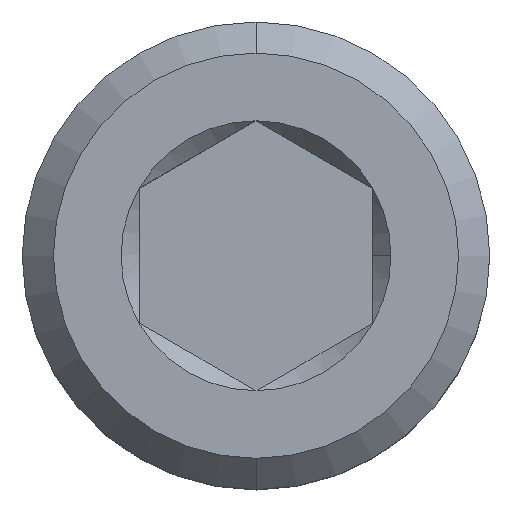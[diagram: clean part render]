
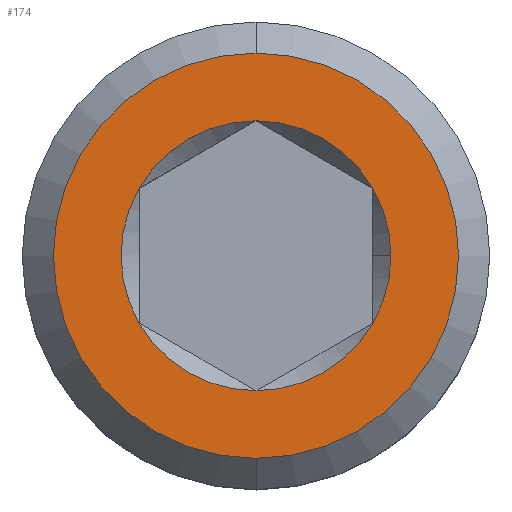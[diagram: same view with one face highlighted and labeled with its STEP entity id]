
A CAD part, top view. The second image highlights one B-rep face of the part: STEP entity #174.
In plain terms, the highlighted planar face has unit normal (0, 0, 1).
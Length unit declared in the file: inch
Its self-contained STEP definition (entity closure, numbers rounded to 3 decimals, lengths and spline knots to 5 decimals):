
#14 = DIRECTION ( 'NONE',  ( 0., 1., 0. ) ) ;
#29 = DIRECTION ( 'NONE',  ( 0., 0., 1. ) ) ;
#31 = ORIENTED_EDGE ( 'NONE', *, *, #507, .F. ) ;
#38 = DIRECTION ( 'NONE',  ( 0., 0., 1. ) ) ;
#40 = VERTEX_POINT ( 'NONE', #592 ) ;
#47 = AXIS2_PLACEMENT_3D ( 'NONE', #70, #320, #14 ) ;
#63 = AXIS2_PLACEMENT_3D ( 'NONE', #769, #824, #688 ) ;
#70 = CARTESIAN_POINT ( 'NONE',  ( 0., 0., 0.4375 ) ) ;
#81 = EDGE_CURVE ( 'NONE', #40, #410, #619, .T. ) ;
#85 = VERTEX_POINT ( 'NONE', #558 ) ;
#88 = EDGE_LOOP ( 'NONE', ( #593, #481, #771, #305, #564, #646, #559 ) ) ;
#93 = EDGE_CURVE ( 'NONE', #295, #226, #154, .T. ) ;
#94 = CARTESIAN_POINT ( 'NONE',  ( 0., 0.10825, 0.4375 ) ) ;
#95 = CARTESIAN_POINT ( 'NONE',  ( 0., 0., 0.4375 ) ) ;
#98 = AXIS2_PLACEMENT_3D ( 'NONE', #756, #630, #679 ) ;
#99 = CARTESIAN_POINT ( 'NONE',  ( 0., 0., 0.4375 ) ) ;
#107 = VERTEX_POINT ( 'NONE', #94 ) ;
#141 = CARTESIAN_POINT ( 'NONE',  ( 0.09375, 0.05413, 0.4375 ) ) ;
#154 = CIRCLE ( 'NONE', #664, 0.10825 ) ;
#166 = EDGE_CURVE ( 'NONE', #410, #85, #390, .T. ) ;
#167 = CARTESIAN_POINT ( 'NONE',  ( -0.09375, -0.05413, 0.4375 ) ) ;
#171 = AXIS2_PLACEMENT_3D ( 'NONE', #99, #38, #290 ) ;
#174 = ADVANCED_FACE ( 'NONE', ( #761, #485 ), #621, .T. ) ;
#223 = DIRECTION ( 'NONE',  ( 1., 0., 0. ) ) ;
#224 = EDGE_CURVE ( 'NONE', #510, #244, #511, .T. ) ;
#225 = DIRECTION ( 'NONE',  ( 0., 0., 1. ) ) ;
#226 = VERTEX_POINT ( 'NONE', #167 ) ;
#244 = VERTEX_POINT ( 'NONE', #248 ) ;
#248 = CARTESIAN_POINT ( 'NONE',  ( 0., -0.1625, 0.4375 ) ) ;
#283 = CARTESIAN_POINT ( 'NONE',  ( 0., 0., 0.4375 ) ) ;
#286 = DIRECTION ( 'NONE',  ( 0., 0., 1. ) ) ;
#290 = DIRECTION ( 'NONE',  ( 1., 0., 0. ) ) ;
#295 = VERTEX_POINT ( 'NONE', #367 ) ;
#305 = ORIENTED_EDGE ( 'NONE', *, *, #825, .F. ) ;
#310 = AXIS2_PLACEMENT_3D ( 'NONE', #409, #29, #617 ) ;
#320 = DIRECTION ( 'NONE',  ( 0., 0., -1. ) ) ;
#345 = DIRECTION ( 'NONE',  ( 1., 0., 0. ) ) ;
#349 = CIRCLE ( 'NONE', #63, 0.10825 ) ;
#350 = AXIS2_PLACEMENT_3D ( 'NONE', #95, #698, #223 ) ;
#367 = CARTESIAN_POINT ( 'NONE',  ( -0.09375, 0.05413, 0.4375 ) ) ;
#390 = CIRCLE ( 'NONE', #310, 0.10825 ) ;
#403 = CIRCLE ( 'NONE', #47, 0.1625 ) ;
#405 = ORIENTED_EDGE ( 'NONE', *, *, #224, .F. ) ;
#409 = CARTESIAN_POINT ( 'NONE',  ( 0., 0., 0.4375 ) ) ;
#410 = VERTEX_POINT ( 'NONE', #699 ) ;
#417 = DIRECTION ( 'NONE',  ( 0., 0., 1. ) ) ;
#472 = DIRECTION ( 'NONE',  ( 0., 0., 1. ) ) ;
#481 = ORIENTED_EDGE ( 'NONE', *, *, #575, .F. ) ;
#485 = FACE_OUTER_BOUND ( 'NONE', #737, .T. ) ;
#507 = EDGE_CURVE ( 'NONE', #244, #510, #403, .T. ) ;
#510 = VERTEX_POINT ( 'NONE', #586 ) ;
#511 = CIRCLE ( 'NONE', #98, 0.1625 ) ;
#537 = CIRCLE ( 'NONE', #171, 0.10825 ) ;
#538 = CIRCLE ( 'NONE', #722, 0.10825 ) ;
#540 = CARTESIAN_POINT ( 'NONE',  ( 0., 0., 0.4375 ) ) ;
#546 = CARTESIAN_POINT ( 'NONE',  ( 0., 0., 0.4375 ) ) ;
#548 = AXIS2_PLACEMENT_3D ( 'NONE', #540, #286, #345 ) ;
#558 = CARTESIAN_POINT ( 'NONE',  ( 0.10825, 0., 0.4375 ) ) ;
#559 = ORIENTED_EDGE ( 'NONE', *, *, #166, .F. ) ;
#564 = ORIENTED_EDGE ( 'NONE', *, *, #601, .F. ) ;
#575 = EDGE_CURVE ( 'NONE', #226, #40, #349, .T. ) ;
#586 = CARTESIAN_POINT ( 'NONE',  ( 0., 0.1625, 0.4375 ) ) ;
#592 = CARTESIAN_POINT ( 'NONE',  ( 0., -0.10825, 0.4375 ) ) ;
#593 = ORIENTED_EDGE ( 'NONE', *, *, #81, .F. ) ;
#601 = EDGE_CURVE ( 'NONE', #846, #107, #537, .T. ) ;
#607 = AXIS2_PLACEMENT_3D ( 'NONE', #283, #225, #682 ) ;
#617 = DIRECTION ( 'NONE',  ( 1., 0., 0. ) ) ;
#619 = CIRCLE ( 'NONE', #548, 0.10825 ) ;
#621 = PLANE ( 'NONE',  #607 ) ;
#628 = EDGE_CURVE ( 'NONE', #85, #846, #638, .T. ) ;
#630 = DIRECTION ( 'NONE',  ( 0., 0., -1. ) ) ;
#638 = CIRCLE ( 'NONE', #350, 0.10825 ) ;
#646 = ORIENTED_EDGE ( 'NONE', *, *, #628, .F. ) ;
#664 = AXIS2_PLACEMENT_3D ( 'NONE', #822, #417, #804 ) ;
#671 = DIRECTION ( 'NONE',  ( 1., 0., 0. ) ) ;
#679 = DIRECTION ( 'NONE',  ( 0., 1., 0. ) ) ;
#682 = DIRECTION ( 'NONE',  ( 0., -1., 0. ) ) ;
#688 = DIRECTION ( 'NONE',  ( 1., 0., 0. ) ) ;
#698 = DIRECTION ( 'NONE',  ( 0., 0., 1. ) ) ;
#699 = CARTESIAN_POINT ( 'NONE',  ( 0.09375, -0.05413, 0.4375 ) ) ;
#722 = AXIS2_PLACEMENT_3D ( 'NONE', #546, #472, #671 ) ;
#737 = EDGE_LOOP ( 'NONE', ( #405, #31 ) ) ;
#756 = CARTESIAN_POINT ( 'NONE',  ( 0., 0., 0.4375 ) ) ;
#761 = FACE_BOUND ( 'NONE', #88, .T. ) ;
#769 = CARTESIAN_POINT ( 'NONE',  ( 0., 0., 0.4375 ) ) ;
#771 = ORIENTED_EDGE ( 'NONE', *, *, #93, .F. ) ;
#804 = DIRECTION ( 'NONE',  ( 1., 0., 0. ) ) ;
#822 = CARTESIAN_POINT ( 'NONE',  ( 0., 0., 0.4375 ) ) ;
#824 = DIRECTION ( 'NONE',  ( 0., 0., 1. ) ) ;
#825 = EDGE_CURVE ( 'NONE', #107, #295, #538, .T. ) ;
#846 = VERTEX_POINT ( 'NONE', #141 ) ;
